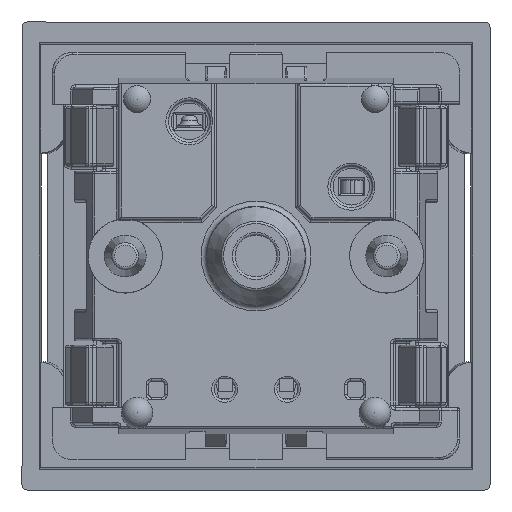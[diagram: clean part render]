
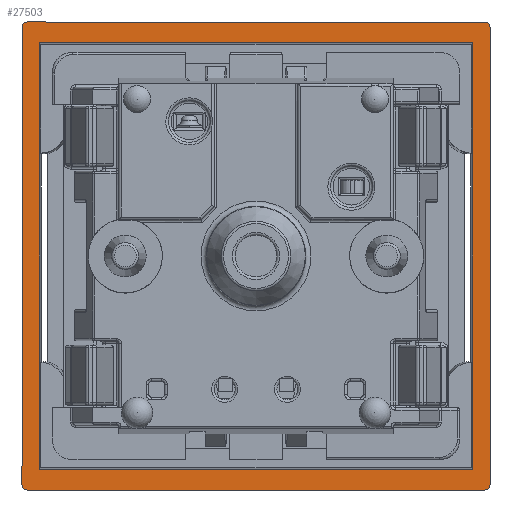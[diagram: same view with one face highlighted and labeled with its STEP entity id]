
A CAD part, front view. The second image highlights one B-rep face of the part: STEP entity #27503.
In plain terms, the highlighted planar face has unit normal (0, -1, 0).
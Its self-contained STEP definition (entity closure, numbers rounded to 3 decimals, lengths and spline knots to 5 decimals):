
#2296=ELLIPSE('',#29278,0.00788,0.00787);
#2297=ELLIPSE('',#29279,0.00788,0.00787);
#2298=ELLIPSE('',#29280,0.00788,0.00787);
#2299=ELLIPSE('',#29281,0.00788,0.00787);
#2457=FACE_BOUND('',#9465,.T.);
#2505=PLANE('',#29277);
#3316=LINE('',#41471,#5535);
#3317=LINE('',#41475,#5536);
#3318=LINE('',#41479,#5537);
#3319=LINE('',#41483,#5538);
#3320=LINE('',#41487,#5539);
#3321=LINE('',#41489,#5540);
#3322=LINE('',#41491,#5541);
#3323=LINE('',#41492,#5542);
#5535=VECTOR('',#32600,39.37008);
#5536=VECTOR('',#32603,39.37008);
#5537=VECTOR('',#32606,39.37008);
#5538=VECTOR('',#32609,39.37008);
#5539=VECTOR('',#32612,39.37008);
#5540=VECTOR('',#32613,39.37008);
#5541=VECTOR('',#32614,39.37008);
#5542=VECTOR('',#32615,39.37008);
#7749=FACE_OUTER_BOUND('',#9464,.T.);
#9464=EDGE_LOOP('',(#19250,#19251,#19252,#19253,#19254,#19255,#19256,#19257));
#9465=EDGE_LOOP('',(#19258,#19259,#19260,#19261));
#12763=VERTEX_POINT('',#41469);
#12764=VERTEX_POINT('',#41470);
#12765=VERTEX_POINT('',#41472);
#12766=VERTEX_POINT('',#41474);
#12767=VERTEX_POINT('',#41476);
#12768=VERTEX_POINT('',#41478);
#12769=VERTEX_POINT('',#41480);
#12770=VERTEX_POINT('',#41482);
#12771=VERTEX_POINT('',#41485);
#12772=VERTEX_POINT('',#41486);
#12773=VERTEX_POINT('',#41488);
#12774=VERTEX_POINT('',#41490);
#15168=EDGE_CURVE('',#12763,#12764,#3316,.T.);
#15169=EDGE_CURVE('',#12763,#12765,#2296,.T.);
#15170=EDGE_CURVE('',#12766,#12765,#3317,.T.);
#15171=EDGE_CURVE('',#12766,#12767,#2297,.T.);
#15172=EDGE_CURVE('',#12768,#12767,#3318,.T.);
#15173=EDGE_CURVE('',#12768,#12769,#2298,.T.);
#15174=EDGE_CURVE('',#12770,#12769,#3319,.T.);
#15175=EDGE_CURVE('',#12770,#12764,#2299,.T.);
#15176=EDGE_CURVE('',#12771,#12772,#3320,.T.);
#15177=EDGE_CURVE('',#12772,#12773,#3321,.T.);
#15178=EDGE_CURVE('',#12773,#12774,#3322,.T.);
#15179=EDGE_CURVE('',#12774,#12771,#3323,.T.);
#19250=ORIENTED_EDGE('',*,*,#15168,.F.);
#19251=ORIENTED_EDGE('',*,*,#15169,.T.);
#19252=ORIENTED_EDGE('',*,*,#15170,.F.);
#19253=ORIENTED_EDGE('',*,*,#15171,.T.);
#19254=ORIENTED_EDGE('',*,*,#15172,.F.);
#19255=ORIENTED_EDGE('',*,*,#15173,.T.);
#19256=ORIENTED_EDGE('',*,*,#15174,.F.);
#19257=ORIENTED_EDGE('',*,*,#15175,.T.);
#19258=ORIENTED_EDGE('',*,*,#15176,.T.);
#19259=ORIENTED_EDGE('',*,*,#15177,.T.);
#19260=ORIENTED_EDGE('',*,*,#15178,.T.);
#19261=ORIENTED_EDGE('',*,*,#15179,.T.);
#27503=ADVANCED_FACE('',(#7749,#2457),#2505,.T.);
#29277=AXIS2_PLACEMENT_3D('',#41468,#32598,#32599);
#29278=AXIS2_PLACEMENT_3D('',#41473,#32601,#32602);
#29279=AXIS2_PLACEMENT_3D('',#41477,#32604,#32605);
#29280=AXIS2_PLACEMENT_3D('',#41481,#32607,#32608);
#29281=AXIS2_PLACEMENT_3D('',#41484,#32610,#32611);
#32598=DIRECTION('center_axis',(0.,-1.,0.));
#32599=DIRECTION('ref_axis',(0.,0.,-1.));
#32600=DIRECTION('',(-1.,0.,0.));
#32601=DIRECTION('center_axis',(0.,-1.,0.));
#32602=DIRECTION('ref_axis',(0.707,0.,-0.707));
#32603=DIRECTION('',(0.,0.,-1.));
#32604=DIRECTION('center_axis',(0.,-1.,0.));
#32605=DIRECTION('ref_axis',(0.707,0.,0.707));
#32606=DIRECTION('',(1.,0.,0.));
#32607=DIRECTION('center_axis',(0.,-1.,0.));
#32608=DIRECTION('ref_axis',(0.707,0.,-0.707));
#32609=DIRECTION('',(0.,0.,1.));
#32610=DIRECTION('center_axis',(0.,-1.,0.));
#32611=DIRECTION('ref_axis',(0.707,0.,0.707));
#32612=DIRECTION('',(0.,0.,-1.));
#32613=DIRECTION('',(-1.,0.,0.));
#32614=DIRECTION('',(0.,0.,1.));
#32615=DIRECTION('',(1.,0.,0.));
#41468=CARTESIAN_POINT('Origin',(0.,0.,0.));
#41469=CARTESIAN_POINT('',(0.34449,0.,-0.35236));
#41470=CARTESIAN_POINT('',(-0.34449,0.,-0.35236));
#41471=CARTESIAN_POINT('',(0.35236,0.,-0.35236));
#41472=CARTESIAN_POINT('',(0.35236,0.,-0.34449));
#41473=CARTESIAN_POINT('Origin',(0.34448,0.,-0.34448));
#41474=CARTESIAN_POINT('',(0.35236,0.,0.34449));
#41475=CARTESIAN_POINT('',(0.35236,0.,-0.35236));
#41476=CARTESIAN_POINT('',(0.34449,0.,0.35236));
#41477=CARTESIAN_POINT('Origin',(0.34448,0.,0.34448));
#41478=CARTESIAN_POINT('',(-0.34449,0.,0.35236));
#41479=CARTESIAN_POINT('',(0.35236,0.,0.35236));
#41480=CARTESIAN_POINT('',(-0.35236,0.,0.34449));
#41481=CARTESIAN_POINT('Origin',(-0.34448,0.,0.34448));
#41482=CARTESIAN_POINT('',(-0.35236,0.,-0.34449));
#41483=CARTESIAN_POINT('',(-0.35236,0.,-0.35236));
#41484=CARTESIAN_POINT('Origin',(-0.34448,0.,-0.34448));
#41485=CARTESIAN_POINT('',(0.32676,0.,0.32085));
#41486=CARTESIAN_POINT('',(0.32676,0.,-0.32085));
#41487=CARTESIAN_POINT('',(0.32676,0.,0.));
#41488=CARTESIAN_POINT('',(-0.32676,0.,-0.32085));
#41489=CARTESIAN_POINT('',(0.,0.,-0.32085));
#41490=CARTESIAN_POINT('',(-0.32676,0.,0.32085));
#41491=CARTESIAN_POINT('',(-0.32676,0.,0.));
#41492=CARTESIAN_POINT('',(0.,0.,0.32085));
